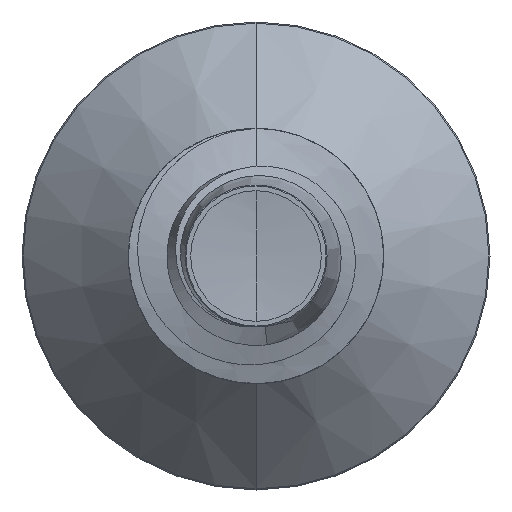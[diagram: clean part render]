
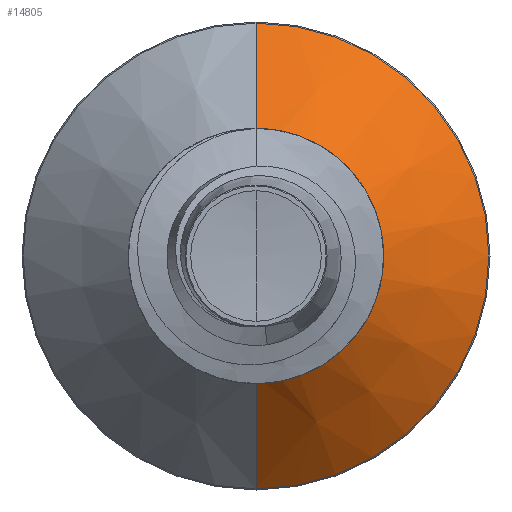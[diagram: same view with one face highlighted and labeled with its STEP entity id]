
A CAD part, front view. The second image highlights one B-rep face of the part: STEP entity #14805.
In plain terms, the highlighted conical face has half-angle 45 degrees and reference radius 1.414 mm.
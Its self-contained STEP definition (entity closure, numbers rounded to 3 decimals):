
#294 = CARTESIAN_POINT ( 'NONE',  ( 0., 7.114, 0. ) ) ;
#599 = ORIENTED_EDGE ( 'NONE', *, *, #2750, .T. ) ;
#641 = CARTESIAN_POINT ( 'NONE',  ( 0., 8.437, -2.737 ) ) ;
#1129 = EDGE_CURVE ( 'NONE', #4135, #9357, #5561, .T. ) ;
#1255 = VECTOR ( 'NONE', #7688, 1000. ) ;
#1273 = EDGE_CURVE ( 'NONE', #4135, #7921, #11479, .T. ) ;
#1724 = DIRECTION ( 'NONE',  ( 0., 0., 1. ) ) ;
#2586 = LINE ( 'NONE', #9820, #12297 ) ;
#2750 = EDGE_CURVE ( 'NONE', #7921, #11172, #2586, .T. ) ;
#3272 = EDGE_CURVE ( 'NONE', #9357, #11172, #11635, .T. ) ;
#3435 = AXIS2_PLACEMENT_3D ( 'NONE', #8132, #8117, #8098 ) ;
#3662 = ORIENTED_EDGE ( 'NONE', *, *, #3272, .F. ) ;
#3681 = ORIENTED_EDGE ( 'NONE', *, *, #1129, .F. ) ;
#4135 = VERTEX_POINT ( 'NONE', #12211 ) ;
#4147 = CARTESIAN_POINT ( 'NONE',  ( 0., 7.114, -1.414 ) ) ;
#5561 = LINE ( 'NONE', #7834, #1255 ) ;
#7317 = CARTESIAN_POINT ( 'NONE',  ( 0., 8.437, 2.737 ) ) ;
#7688 = DIRECTION ( 'NONE',  ( 0., 0.707, 0.707 ) ) ;
#7834 = CARTESIAN_POINT ( 'NONE',  ( 0., 7.114, 1.414 ) ) ;
#7921 = VERTEX_POINT ( 'NONE', #4147 ) ;
#8008 = DIRECTION ( 'NONE',  ( 0., 1., 0. ) ) ;
#8021 = CARTESIAN_POINT ( 'NONE',  ( 0., 7.114, 0. ) ) ;
#8061 = DIRECTION ( 'NONE',  ( 0., 0., 1. ) ) ;
#8098 = DIRECTION ( 'NONE',  ( 0., 0., 1. ) ) ;
#8117 = DIRECTION ( 'NONE',  ( 0., 1., 0. ) ) ;
#8132 = CARTESIAN_POINT ( 'NONE',  ( 0., 8.437, 0. ) ) ;
#8232 = CONICAL_SURFACE ( 'NONE', #12938, 1.414, 0.785 ) ;
#9357 = VERTEX_POINT ( 'NONE', #7317 ) ;
#9683 = DIRECTION ( 'NONE',  ( 0., 0.707, -0.707 ) ) ;
#9820 = CARTESIAN_POINT ( 'NONE',  ( 0., 7.114, -1.414 ) ) ;
#10240 = DIRECTION ( 'NONE',  ( 0., 1., 0. ) ) ;
#11172 = VERTEX_POINT ( 'NONE', #641 ) ;
#11479 = CIRCLE ( 'NONE', #12323, 1.414 ) ;
#11545 = EDGE_LOOP ( 'NONE', ( #14888, #599, #3662, #3681 ) ) ;
#11635 = CIRCLE ( 'NONE', #3435, 2.737 ) ;
#11768 = FACE_OUTER_BOUND ( 'NONE', #11545, .T. ) ;
#12211 = CARTESIAN_POINT ( 'NONE',  ( 0., 7.114, 1.414 ) ) ;
#12297 = VECTOR ( 'NONE', #9683, 1000. ) ;
#12323 = AXIS2_PLACEMENT_3D ( 'NONE', #8021, #8008, #8061 ) ;
#12938 = AXIS2_PLACEMENT_3D ( 'NONE', #294, #10240, #1724 ) ;
#14805 = ADVANCED_FACE ( 'NONE', ( #11768 ), #8232, .T. ) ;
#14888 = ORIENTED_EDGE ( 'NONE', *, *, #1273, .T. ) ;
